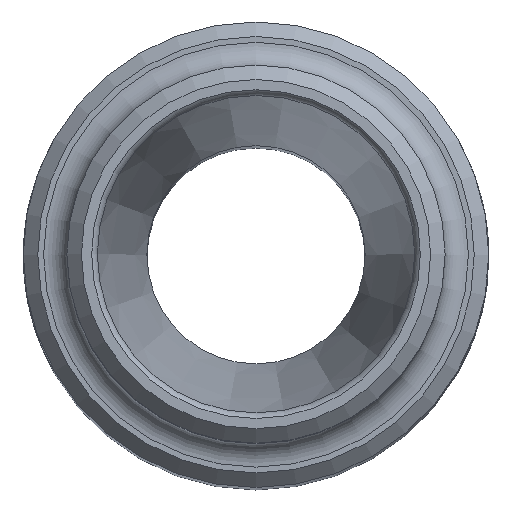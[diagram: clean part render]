
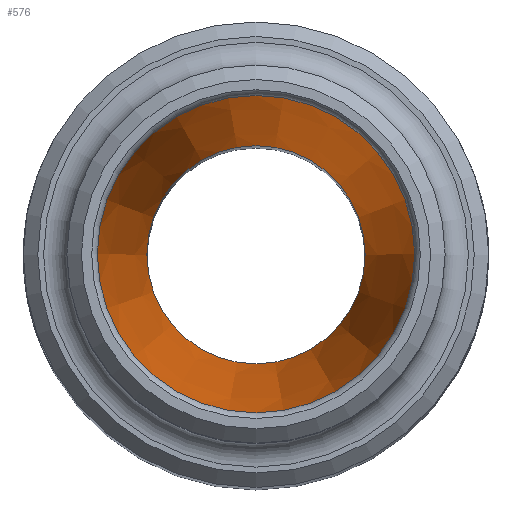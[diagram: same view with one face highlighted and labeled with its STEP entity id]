
A CAD part, top view. The second image highlights one B-rep face of the part: STEP entity #576.
In plain terms, the highlighted conical face has half-angle 8 degrees and reference radius 3.75 mm.
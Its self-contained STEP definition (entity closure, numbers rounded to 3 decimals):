
#28=CONICAL_SURFACE('',#635,3.75,0.14);
#53=CIRCLE('',#612,3.75);
#62=CIRCLE('',#636,5.454);
#127=ORIENTED_EDGE('',*,*,#180,.T.);
#128=ORIENTED_EDGE('',*,*,#167,.F.);
#167=EDGE_CURVE('',#205,#205,#53,.T.);
#180=EDGE_CURVE('',#214,#214,#62,.T.);
#205=VERTEX_POINT('',#821);
#214=VERTEX_POINT('',#858);
#279=EDGE_LOOP('',(#127));
#280=EDGE_LOOP('',(#128));
#331=FACE_BOUND('',#279,.T.);
#332=FACE_BOUND('',#280,.T.);
#576=ADVANCED_FACE('',(#331,#332),#28,.F.);
#612=AXIS2_PLACEMENT_3D('',#820,#698,#699);
#635=AXIS2_PLACEMENT_3D('',#856,#748,#749);
#636=AXIS2_PLACEMENT_3D('',#857,#750,#751);
#698=DIRECTION('',(0.,0.,1.));
#699=DIRECTION('',(1.,0.,0.));
#748=DIRECTION('',(0.,0.,1.));
#749=DIRECTION('',(-1.,0.,0.));
#750=DIRECTION('',(0.,0.,1.));
#751=DIRECTION('',(1.,0.,0.));
#820=CARTESIAN_POINT('',(0.,0.,24.548));
#821=CARTESIAN_POINT('',(3.75,0.,24.548));
#856=CARTESIAN_POINT('',(0.,0.,24.548));
#857=CARTESIAN_POINT('',(0.,0.,36.67));
#858=CARTESIAN_POINT('',(5.454,0.,36.67));
